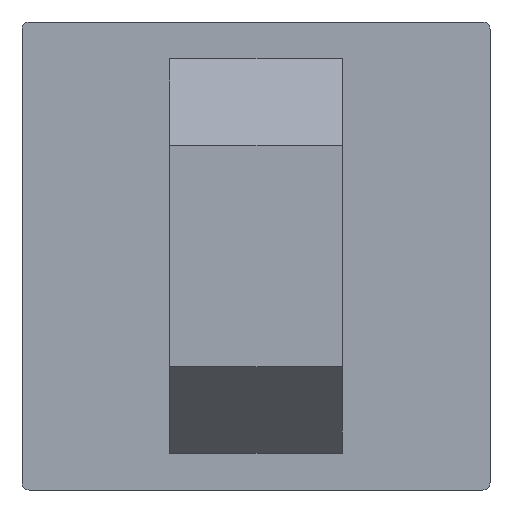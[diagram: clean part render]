
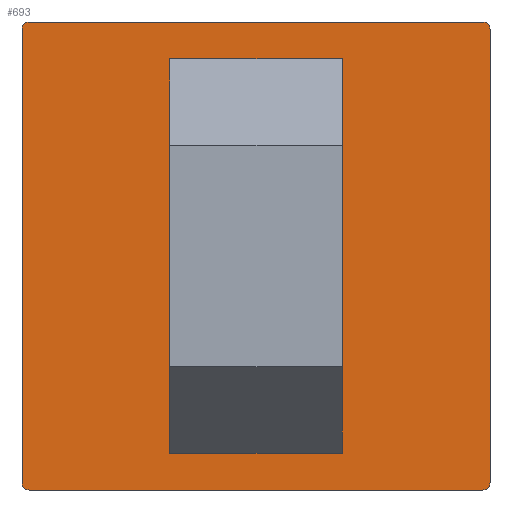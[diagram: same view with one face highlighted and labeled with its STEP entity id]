
A CAD part, front view. The second image highlights one B-rep face of the part: STEP entity #693.
In plain terms, the highlighted planar face has unit normal (0, -1, 0).
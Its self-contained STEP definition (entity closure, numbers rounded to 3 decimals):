
#21=FACE_BOUND($,#263,.T.);
#22=FACE_BOUND($,#264,.T.);
#27=PLANE($,#755);
#63=LINE($,#1079,#135);
#64=LINE($,#1083,#136);
#65=LINE($,#1087,#137);
#66=LINE($,#1089,#138);
#67=LINE($,#1092,#139);
#68=LINE($,#1093,#140);
#69=LINE($,#1094,#141);
#70=LINE($,#1095,#142);
#135=VECTOR($,#873,18.4);
#136=VECTOR($,#876,5.);
#137=VECTOR($,#879,4.);
#138=VECTOR($,#880,5.);
#139=VECTOR($,#883,4.);
#140=VECTOR($,#884,18.4);
#141=VECTOR($,#885,18.4);
#142=VECTOR($,#886,18.4);
#263=EDGE_LOOP($,(#524,#525,#526,#527,#528,#529));
#264=EDGE_LOOP($,(#530,#531,#532,#533,#534,#535,#536,#537));
#308=CIRCLE($,#745,0.3);
#309=CIRCLE($,#748,0.3);
#310=CIRCLE($,#751,0.3);
#311=CIRCLE($,#753,0.3);
#312=CIRCLE($,#756,3.);
#313=CIRCLE($,#757,3.);
#328=VERTEX_POINT($,#1049);
#329=VERTEX_POINT($,#1050);
#330=VERTEX_POINT($,#1058);
#331=VERTEX_POINT($,#1059);
#332=VERTEX_POINT($,#1067);
#333=VERTEX_POINT($,#1068);
#334=VERTEX_POINT($,#1073);
#335=VERTEX_POINT($,#1074);
#336=VERTEX_POINT($,#1081);
#337=VERTEX_POINT($,#1082);
#338=VERTEX_POINT($,#1084);
#339=VERTEX_POINT($,#1086);
#340=VERTEX_POINT($,#1088);
#341=VERTEX_POINT($,#1090);
#392=EDGE_CURVE($,#328,#329,#308,.T.);
#397=EDGE_CURVE($,#330,#331,#309,.T.);
#402=EDGE_CURVE($,#332,#333,#310,.T.);
#405=EDGE_CURVE($,#334,#335,#311,.T.);
#408=EDGE_CURVE($,#333,#328,#63,.T.);
#409=EDGE_CURVE($,#336,#337,#64,.T.);
#410=EDGE_CURVE($,#338,#337,#312,.F.);
#411=EDGE_CURVE($,#338,#339,#65,.T.);
#412=EDGE_CURVE($,#339,#340,#66,.T.);
#413=EDGE_CURVE($,#341,#340,#313,.F.);
#414=EDGE_CURVE($,#341,#336,#67,.T.);
#415=EDGE_CURVE($,#335,#332,#68,.T.);
#416=EDGE_CURVE($,#334,#331,#69,.T.);
#417=EDGE_CURVE($,#330,#329,#70,.T.);
#524=ORIENTED_EDGE($,*,*,#409,.T.);
#525=ORIENTED_EDGE($,*,*,#410,.F.);
#526=ORIENTED_EDGE($,*,*,#411,.T.);
#527=ORIENTED_EDGE($,*,*,#412,.T.);
#528=ORIENTED_EDGE($,*,*,#413,.F.);
#529=ORIENTED_EDGE($,*,*,#414,.T.);
#530=ORIENTED_EDGE($,*,*,#392,.F.);
#531=ORIENTED_EDGE($,*,*,#408,.F.);
#532=ORIENTED_EDGE($,*,*,#402,.F.);
#533=ORIENTED_EDGE($,*,*,#415,.F.);
#534=ORIENTED_EDGE($,*,*,#405,.F.);
#535=ORIENTED_EDGE($,*,*,#416,.T.);
#536=ORIENTED_EDGE($,*,*,#397,.F.);
#537=ORIENTED_EDGE($,*,*,#417,.T.);
#693=ADVANCED_FACE($,(#21,#22),#27,.T.);
#745=AXIS2_PLACEMENT_3D($,#1051,#841,#842);
#748=AXIS2_PLACEMENT_3D($,#1060,#851,#852);
#751=AXIS2_PLACEMENT_3D($,#1069,#861,#862);
#753=AXIS2_PLACEMENT_3D($,#1075,#867,#868);
#755=AXIS2_PLACEMENT_3D($,#1080,#874,#875);
#756=AXIS2_PLACEMENT_3D($,#1085,#877,#878);
#757=AXIS2_PLACEMENT_3D($,#1091,#881,#882);
#841=DIRECTION('center_axis',(0.,1.,0.));
#842=DIRECTION('ref_axis',(-0.707,0.,0.707));
#851=DIRECTION('center_axis',(0.,1.,0.));
#852=DIRECTION('ref_axis',(0.707,0.,0.707));
#861=DIRECTION('center_axis',(0.,1.,0.));
#862=DIRECTION('ref_axis',(-0.707,0.,-0.707));
#867=DIRECTION('center_axis',(0.,1.,0.));
#868=DIRECTION('ref_axis',(0.707,0.,-0.707));
#873=DIRECTION($,(0.,0.,1.));
#874=DIRECTION('center_axis',(0.,-1.,0.));
#875=DIRECTION('ref_axis',(0.,0.,-1.));
#876=DIRECTION($,(0.,0.,-1.));
#877=DIRECTION('center_axis',(0.,1.,0.));
#878=DIRECTION('ref_axis',(0.707,0.,-0.707));
#879=DIRECTION($,(-1.,0.,0.));
#880=DIRECTION($,(0.,0.,1.));
#881=DIRECTION('center_axis',(0.,1.,0.));
#882=DIRECTION('ref_axis',(-0.707,0.,0.707));
#883=DIRECTION($,(1.,0.,0.));
#884=DIRECTION($,(-1.,0.,0.));
#885=DIRECTION($,(0.,0.,1.));
#886=DIRECTION($,(-1.,0.,0.));
#1049=CARTESIAN_POINT('',(-31.714,9.015,18.7));
#1050=CARTESIAN_POINT('',(-31.414,9.015,19.));
#1051=CARTESIAN_POINT('Origin',(-31.414,9.015,18.7));
#1058=CARTESIAN_POINT('',(-13.014,9.015,19.));
#1059=CARTESIAN_POINT('',(-12.714,9.015,18.7));
#1060=CARTESIAN_POINT('Origin',(-13.014,9.015,18.7));
#1067=CARTESIAN_POINT('',(-31.414,9.015,0.));
#1068=CARTESIAN_POINT('',(-31.714,9.015,0.3));
#1069=CARTESIAN_POINT('Origin',(-31.414,9.015,0.3));
#1073=CARTESIAN_POINT('',(-12.714,9.015,0.3));
#1074=CARTESIAN_POINT('',(-13.014,9.015,0.));
#1075=CARTESIAN_POINT('Origin',(-13.014,9.015,0.3));
#1079=CARTESIAN_POINT($,(-31.714,9.015,0.));
#1080=CARTESIAN_POINT('Origin',(-12.714,9.015,0.));
#1081=CARTESIAN_POINT('',(-18.714,9.015,13.5));
#1082=CARTESIAN_POINT('',(-18.714,9.015,8.5));
#1083=CARTESIAN_POINT($,(-18.714,9.015,6.75));
#1084=CARTESIAN_POINT('',(-21.714,9.015,5.5));
#1085=CARTESIAN_POINT('Origin',(-21.714,9.015,8.5));
#1086=CARTESIAN_POINT('',(-25.714,9.015,5.5));
#1087=CARTESIAN_POINT($,(-15.714,9.015,5.5));
#1088=CARTESIAN_POINT('',(-25.714,9.015,10.5));
#1089=CARTESIAN_POINT($,(-25.714,9.015,2.75));
#1090=CARTESIAN_POINT('',(-22.714,9.015,13.5));
#1091=CARTESIAN_POINT('Origin',(-22.714,9.015,10.5));
#1092=CARTESIAN_POINT($,(-19.214,9.015,13.5));
#1093=CARTESIAN_POINT($,(-12.714,9.015,0.));
#1094=CARTESIAN_POINT($,(-12.714,9.015,0.));
#1095=CARTESIAN_POINT($,(-12.714,9.015,19.));
